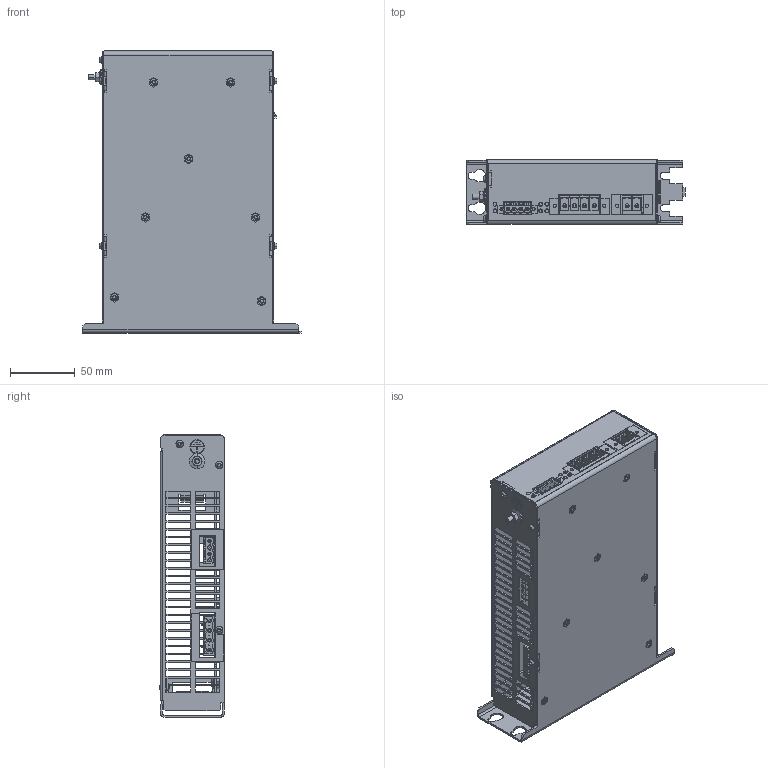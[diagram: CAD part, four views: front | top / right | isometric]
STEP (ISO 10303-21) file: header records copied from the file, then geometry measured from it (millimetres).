
FILE_DESCRIPTION((''),'2;1');
FILE_NAME('1377053-01-K01_ASM','2023-03-31T12:09:46',('CH5999'),(''),'CREO PARAMETRIC BY PTC INC, 2022162','CREO PARAMETRIC BY PTC INC, 2022162','');
FILE_SCHEMA(('AP242_MANAGED_MODEL_BASED_3D_ENGINEERING_MIM_LF { 1 0 10303 442 1 1 4 }'));
Products named in the file (21): 1374417-01-A01; 368651-01; 295833-01; 1374417-01-K01_ASM; 1363982-02-K01; 672908-01-K01; 653118-02-K01; 653118-01-K01; 1346024-01-Z01; 309613-01-K01; 1363978-02-K01_ASM; 355940-09-Z01; 1374473-01-A01; 281666-18; 1374473-01-K01_ASM; 678688-01-Z01; 1376935-01-K01; 1376959-01-K01; 1376933-01-K01; 1375198-01-K01_ASM; 1377053-01-K01_ASM
Assembly tree (38 placements, depth 4):
  1377053-01-K01_ASM
    1375198-01-K01_ASM
      1374417-01-K01_ASM
        1374417-01-A01
        368651-01  x8
        295833-01
      1363978-02-K01_ASM
        1363982-02-K01
        672908-01-K01  x2
        653118-02-K01
        653118-01-K01
        1346024-01-Z01
        309613-01-K01
      355940-09-Z01  x11
      1374473-01-K01_ASM
        1374473-01-A01
        281666-18
      678688-01-Z01
      1376935-01-K01
      1376959-01-K01
      1376933-01-K01
Bounding box: 168 x 49.9 x 217.25 mm (x, y, z)
Volume: 167965 mm3; surface area: 257389.9 mm2
Topology: 34 solids, 34 shells, 4000 faces, 9883 edges, 6166 vertices
Faces by surface type: plane 3042, cylinder 776, cone 116, sphere 56, torus 8, revolution 2
Entity records: 122339 total; most frequent: CARTESIAN_POINT 17916, ORIENTED_EDGE 16044, DIRECTION 15642, EDGE_CURVE 8022, VECTOR 6454, LINE 6454, PRESENTATION_STYLE_ASSIGNMENT 5340, VERTEX_POINT 5006
